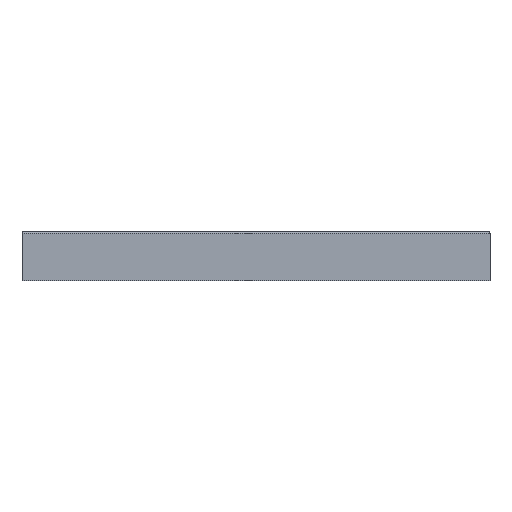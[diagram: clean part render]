
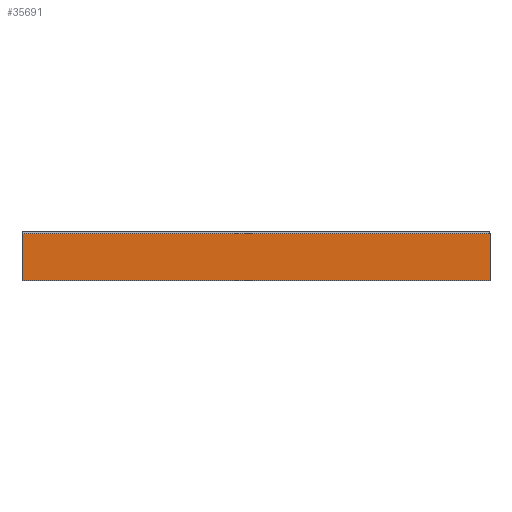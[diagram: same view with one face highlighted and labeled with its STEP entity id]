
A CAD part, front view. The second image highlights one B-rep face of the part: STEP entity #35691.
In plain terms, the highlighted planar face has unit normal (0, -1, 0).
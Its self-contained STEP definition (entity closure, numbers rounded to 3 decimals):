
#3457=FACE_OUTER_BOUND('',#5778,.T.);
#5778=EDGE_LOOP('',(#28103,#28104,#28105,#28106));
#7301=LINE('',#52213,#10882);
#8885=LINE('',#58820,#12466);
#9437=LINE('',#60055,#13018);
#9526=LINE('',#60167,#13107);
#10882=VECTOR('',#41020,10.);
#12466=VECTOR('',#46394,10.);
#13018=VECTOR('',#47624,10.);
#13107=VECTOR('',#47757,10.);
#14460=VERTEX_POINT('',#52210);
#14461=VERTEX_POINT('',#52212);
#17589=VERTEX_POINT('',#58818);
#17905=VERTEX_POINT('',#60054);
#18006=EDGE_CURVE('',#14461,#14460,#7301,.T.);
#21160=EDGE_CURVE('',#17589,#14460,#8885,.T.);
#21824=EDGE_CURVE('',#14461,#17905,#9437,.T.);
#21915=EDGE_CURVE('',#17589,#17905,#9526,.T.);
#28103=ORIENTED_EDGE('',*,*,#18006,.T.);
#28104=ORIENTED_EDGE('',*,*,#21160,.F.);
#28105=ORIENTED_EDGE('',*,*,#21915,.T.);
#28106=ORIENTED_EDGE('',*,*,#21824,.F.);
#34432=PLANE('',#39436);
#35691=ADVANCED_FACE('',(#3457),#34432,.T.);
#39436=AXIS2_PLACEMENT_3D('',#60168,#47758,#47759);
#41020=DIRECTION('',(0.,0.,-1.));
#46394=DIRECTION('',(-1.,0.,0.));
#47624=DIRECTION('',(1.,0.,0.));
#47757=DIRECTION('',(0.,0.,1.));
#47758=DIRECTION('center_axis',(0.,-1.,0.));
#47759=DIRECTION('ref_axis',(1.,0.,0.));
#52210=CARTESIAN_POINT('',(167.544,-126.46,-6.));
#52212=CARTESIAN_POINT('',(167.544,-126.46,12.6));
#52213=CARTESIAN_POINT('',(167.544,-126.46,-3.));
#58818=CARTESIAN_POINT('',(352.52,-126.46,-6.));
#58820=CARTESIAN_POINT('',(175.26,-126.46,-6.));
#60054=CARTESIAN_POINT('',(352.52,-126.46,12.6));
#60055=CARTESIAN_POINT('',(86.63,-126.46,12.6));
#60167=CARTESIAN_POINT('',(352.52,-126.46,0.));
#60168=CARTESIAN_POINT('Origin',(-2.,-126.46,0.));
